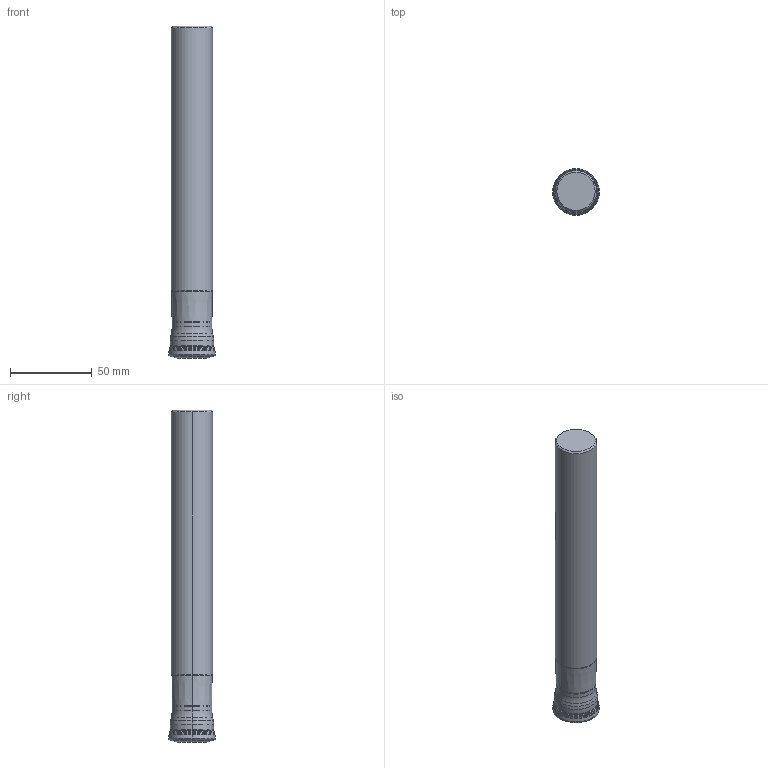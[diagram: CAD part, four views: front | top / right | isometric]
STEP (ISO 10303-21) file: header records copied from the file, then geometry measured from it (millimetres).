
FILE_DESCRIPTION(/* description */ (''),/* implementation_level */ '2;1');
FILE_NAME(/* name */ 'WJX09UR1803SA16L_IR0_047.stp',/* time_stamp */ '2020-10-29T16:26:54+09:00',/* author */ (''),/* organization */ (''),/* preprocessor_version */ 'ST-DEVELOPER v16',/* originating_system */ 'SIEMENS PLM Software NX 10.0',/* authorisation */ '');
FILE_SCHEMA (('AUTOMOTIVE_DESIGN { 1 0 10303 214 3 1 1 1 }'));
Length unit declared in the file: millimetre
Products named in the file (1): WJX09UR1803SA16L_IR0_047_ASM
Bounding box: 28.57 x 28.57 x 203.2 mm (x, y, z)
Volume: 106170.7 mm3; surface area: 18959.1 mm2
Topology: 2 solids, 2 shells, 181 faces, 430 edges, 325 vertices
Faces by surface type: revolution 122, cone 32, torus 14, cylinder 6, bspline 4, plane 3
Entity records: 6959 total; most frequent: CARTESIAN_POINT 2913, ORIENTED_EDGE 720, DIRECTION 697, EDGE_CURVE 360, B_SPLINE_CURVE_WITH_KNOTS 310, AXIS2_PLACEMENT_3D 267, CIRCLE 201, EDGE_LOOP 182
